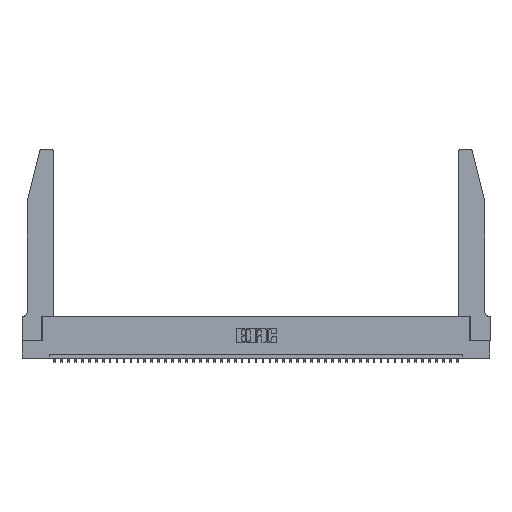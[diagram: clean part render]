
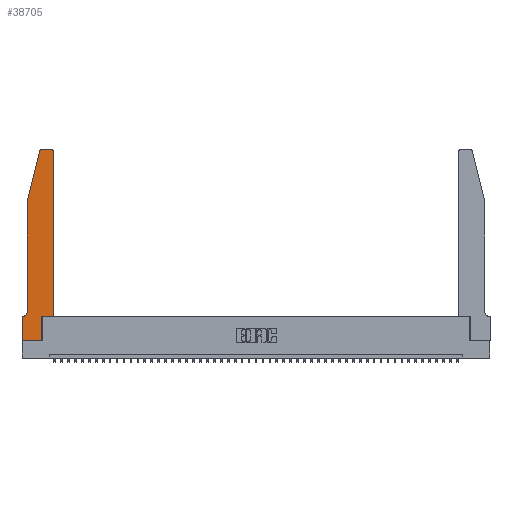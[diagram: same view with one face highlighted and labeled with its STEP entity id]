
A CAD part, top view. The second image highlights one B-rep face of the part: STEP entity #38705.
In plain terms, the highlighted planar face has unit normal (0, 0, 1).
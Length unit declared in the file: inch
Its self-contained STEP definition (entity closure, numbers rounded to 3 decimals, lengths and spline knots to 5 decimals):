
#476 = AXIS2_PLACEMENT_3D ( 'NONE', #4839, #37734, #27239 ) ;
#863 = VERTEX_POINT ( 'NONE', #42763 ) ;
#996 = DIRECTION ( 'NONE',  ( 1., 0., 0. ) ) ;
#998 = LINE ( 'NONE', #10157, #31447 ) ;
#1105 = DIRECTION ( 'NONE',  ( 0., 1., 0. ) ) ;
#1657 = VERTEX_POINT ( 'NONE', #26642 ) ;
#2988 = CARTESIAN_POINT ( 'NONE',  ( 0.4505, 0.35, 0.37 ) ) ;
#4463 = LINE ( 'NONE', #9518, #36157 ) ;
#4572 = VECTOR ( 'NONE', #30720, 39.37008 ) ;
#4642 = CARTESIAN_POINT ( 'NONE',  ( 0.2865, 0.35, 0.37 ) ) ;
#4839 = CARTESIAN_POINT ( 'NONE',  ( 0., 0.35, 0.37 ) ) ;
#6204 = DIRECTION ( 'NONE',  ( 0., 0., -1. ) ) ;
#6441 = ORIENTED_EDGE ( 'NONE', *, *, #44807, .T. ) ;
#6804 = LINE ( 'NONE', #10299, #17527 ) ;
#7337 = CARTESIAN_POINT ( 'NONE',  ( 0.284, 2.72, 0.37 ) ) ;
#7913 = CARTESIAN_POINT ( 'NONE',  ( 0.4505, 0.35, 0.37 ) ) ;
#7941 = CARTESIAN_POINT ( 'NONE',  ( 0.0055, 0.35, 0.37 ) ) ;
#9071 = DIRECTION ( 'NONE',  ( 0., -1., 0. ) ) ;
#9261 = FACE_OUTER_BOUND ( 'NONE', #28830, .T. ) ;
#9474 = VECTOR ( 'NONE', #9071, 39.37008 ) ;
#9518 = CARTESIAN_POINT ( 'NONE',  ( 0.0755, 0.35, 0.37 ) ) ;
#10157 = CARTESIAN_POINT ( 'NONE',  ( 0., 0., 0.37 ) ) ;
#10250 = VERTEX_POINT ( 'NONE', #46976 ) ;
#10299 = CARTESIAN_POINT ( 'NONE',  ( 0.0755, 2., 0.37 ) ) ;
#10629 = ORIENTED_EDGE ( 'NONE', *, *, #46334, .T. ) ;
#11553 = EDGE_CURVE ( 'NONE', #23353, #15417, #19269, .T. ) ;
#11896 = EDGE_CURVE ( 'NONE', #24308, #17004, #6804, .T. ) ;
#11990 = VERTEX_POINT ( 'NONE', #7941 ) ;
#12028 = ORIENTED_EDGE ( 'NONE', *, *, #16719, .T. ) ;
#12128 = VECTOR ( 'NONE', #23527, 39.37008 ) ;
#12354 = CARTESIAN_POINT ( 'NONE',  ( 0.0755, 0.42, 0.37 ) ) ;
#12461 = CARTESIAN_POINT ( 'NONE',  ( 0.0755, 2., 0.37 ) ) ;
#12697 = CARTESIAN_POINT ( 'NONE',  ( 0., 0., 0.37 ) ) ;
#13907 = ORIENTED_EDGE ( 'NONE', *, *, #11896, .T. ) ;
#14938 = CARTESIAN_POINT ( 'NONE',  ( 0.25487, 2.72718, 0.37 ) ) ;
#15000 = CARTESIAN_POINT ( 'NONE',  ( 0.4205, 2.72, 0.37 ) ) ;
#15417 = VERTEX_POINT ( 'NONE', #32210 ) ;
#15794 = CARTESIAN_POINT ( 'NONE',  ( 0.4205, 2.75, 0.37 ) ) ;
#15960 = LINE ( 'NONE', #44647, #26090 ) ;
#16701 = CARTESIAN_POINT ( 'NONE',  ( 0.4505, 0.35, 0.37 ) ) ;
#16719 = EDGE_CURVE ( 'NONE', #10250, #24308, #16966, .T. ) ;
#16966 = CIRCLE ( 'NONE', #29111, 0.03 ) ;
#17004 = VERTEX_POINT ( 'NONE', #41053 ) ;
#17233 = ORIENTED_EDGE ( 'NONE', *, *, #42407, .T. ) ;
#17442 = DIRECTION ( 'NONE',  ( 1., 0., 0. ) ) ;
#17527 = VECTOR ( 'NONE', #35763, 39.37008 ) ;
#18448 = CARTESIAN_POINT ( 'NONE',  ( 0.2605, 2.75, 0.37 ) ) ;
#18634 = DIRECTION ( 'NONE',  ( 0., 0., 1. ) ) ;
#18687 = VECTOR ( 'NONE', #996, 39.37008 ) ;
#18933 = LINE ( 'NONE', #12461, #12128 ) ;
#19269 = LINE ( 'NONE', #16701, #4572 ) ;
#19981 = VERTEX_POINT ( 'NONE', #4642 ) ;
#20028 = ORIENTED_EDGE ( 'NONE', *, *, #20133, .T. ) ;
#20133 = EDGE_CURVE ( 'NONE', #863, #1657, #32049, .T. ) ;
#21965 = EDGE_CURVE ( 'NONE', #17004, #39295, #18933, .T. ) ;
#22975 = ORIENTED_EDGE ( 'NONE', *, *, #31334, .T. ) ;
#23353 = VERTEX_POINT ( 'NONE', #2988 ) ;
#23420 = ORIENTED_EDGE ( 'NONE', *, *, #21965, .T. ) ;
#23527 = DIRECTION ( 'NONE',  ( 0., -1., 0. ) ) ;
#23865 = EDGE_CURVE ( 'NONE', #19981, #23353, #45425, .T. ) ;
#24308 = VERTEX_POINT ( 'NONE', #14938 ) ;
#24738 = ORIENTED_EDGE ( 'NONE', *, *, #23865, .T. ) ;
#26015 = DIRECTION ( 'NONE',  ( -1., 0., 0. ) ) ;
#26090 = VECTOR ( 'NONE', #1105, 39.37008 ) ;
#26642 = CARTESIAN_POINT ( 'NONE',  ( 0., 0., 0.37 ) ) ;
#27239 = DIRECTION ( 'NONE',  ( 1., 0., 0. ) ) ;
#27288 = AXIS2_PLACEMENT_3D ( 'NONE', #31267, #6204, #31727 ) ;
#28830 = EDGE_LOOP ( 'NONE', ( #10629, #12028, #13907, #23420, #41845, #36432, #20028, #17233, #6441, #24738, #35347, #22975 ) ) ;
#29000 = AXIS2_PLACEMENT_3D ( 'NONE', #15000, #18634, #44052 ) ;
#29111 = AXIS2_PLACEMENT_3D ( 'NONE', #7337, #39459, #32414 ) ;
#29288 = VECTOR ( 'NONE', #26015, 39.37008 ) ;
#29658 = VERTEX_POINT ( 'NONE', #15794 ) ;
#30720 = DIRECTION ( 'NONE',  ( 0., 1., 0. ) ) ;
#31267 = CARTESIAN_POINT ( 'NONE',  ( 0.0055, 0.42, 0.37 ) ) ;
#31334 = EDGE_CURVE ( 'NONE', #15417, #29658, #46280, .T. ) ;
#31447 = VECTOR ( 'NONE', #17442, 39.37008 ) ;
#31727 = DIRECTION ( 'NONE',  ( -1., 0., 0. ) ) ;
#32049 = LINE ( 'NONE', #12697, #9474 ) ;
#32210 = CARTESIAN_POINT ( 'NONE',  ( 0.4505, 2.72, 0.37 ) ) ;
#32414 = DIRECTION ( 'NONE',  ( 1., 0., 0. ) ) ;
#34475 = VERTEX_POINT ( 'NONE', #42697 ) ;
#35347 = ORIENTED_EDGE ( 'NONE', *, *, #11553, .T. ) ;
#35763 = DIRECTION ( 'NONE',  ( -0.239, -0.971, 0. ) ) ;
#36157 = VECTOR ( 'NONE', #46443, 39.37008 ) ;
#36432 = ORIENTED_EDGE ( 'NONE', *, *, #37046, .T. ) ;
#37046 = EDGE_CURVE ( 'NONE', #11990, #863, #4463, .T. ) ;
#37734 = DIRECTION ( 'NONE',  ( 0., 0., 1. ) ) ;
#38705 = ADVANCED_FACE ( 'NONE', ( #9261 ), #40950, .T. ) ;
#39048 = CIRCLE ( 'NONE', #27288, 0.07 ) ;
#39295 = VERTEX_POINT ( 'NONE', #12354 ) ;
#39459 = DIRECTION ( 'NONE',  ( 0., 0., 1. ) ) ;
#40152 = LINE ( 'NONE', #18448, #29288 ) ;
#40950 = PLANE ( 'NONE',  #476 ) ;
#41053 = CARTESIAN_POINT ( 'NONE',  ( 0.0755, 2., 0.37 ) ) ;
#41845 = ORIENTED_EDGE ( 'NONE', *, *, #46133, .T. ) ;
#42407 = EDGE_CURVE ( 'NONE', #1657, #34475, #998, .T. ) ;
#42697 = CARTESIAN_POINT ( 'NONE',  ( 0.2865, 0., 0.37 ) ) ;
#42763 = CARTESIAN_POINT ( 'NONE',  ( 0., 0.35, 0.37 ) ) ;
#44052 = DIRECTION ( 'NONE',  ( 1., 0., 0. ) ) ;
#44647 = CARTESIAN_POINT ( 'NONE',  ( 0.2865, 0.35, 0.37 ) ) ;
#44807 = EDGE_CURVE ( 'NONE', #34475, #19981, #15960, .T. ) ;
#45425 = LINE ( 'NONE', #7913, #18687 ) ;
#46133 = EDGE_CURVE ( 'NONE', #39295, #11990, #39048, .T. ) ;
#46280 = CIRCLE ( 'NONE', #29000, 0.03 ) ;
#46334 = EDGE_CURVE ( 'NONE', #29658, #10250, #40152, .T. ) ;
#46443 = DIRECTION ( 'NONE',  ( -1., 0., 0. ) ) ;
#46976 = CARTESIAN_POINT ( 'NONE',  ( 0.284, 2.75, 0.37 ) ) ;
